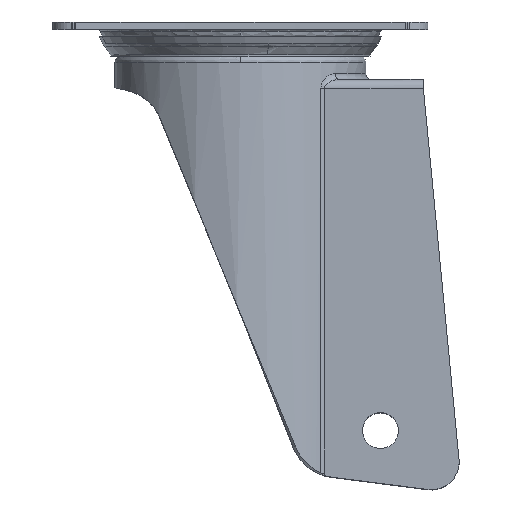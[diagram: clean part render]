
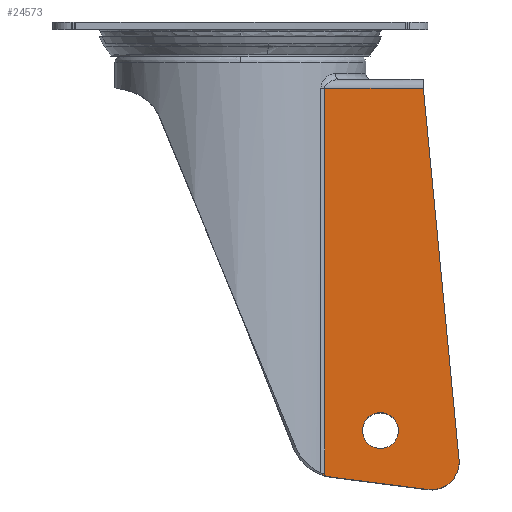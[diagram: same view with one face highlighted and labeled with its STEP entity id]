
A CAD part, top view. The second image highlights one B-rep face of the part: STEP entity #24573.
In plain terms, the highlighted planar face has unit normal (0, 0, 1).
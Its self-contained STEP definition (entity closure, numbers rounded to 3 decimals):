
#737 = PLANE ( 'NONE',  #14683 ) ;
#916 = DIRECTION ( 'NONE',  ( 0., -1., 0. ) ) ;
#1492 = EDGE_CURVE ( 'NONE', #10716, #13740, #12498, .T. ) ;
#1500 = VECTOR ( 'NONE', #6438, 1000. ) ;
#2034 = CARTESIAN_POINT ( 'NONE',  ( 25.421, -22.65, 32.634 ) ) ;
#2109 = EDGE_CURVE ( 'NONE', #13740, #10716, #24647, .T. ) ;
#2416 = ORIENTED_EDGE ( 'NONE', *, *, #18383, .F. ) ;
#3149 = EDGE_CURVE ( 'NONE', #11745, #19850, #23971, .T. ) ;
#3449 = CARTESIAN_POINT ( 'NONE',  ( 28.892, -154.901, 32.634 ) ) ;
#4157 = VERTEX_POINT ( 'NONE', #25890 ) ;
#4342 = CARTESIAN_POINT ( 'NONE',  ( 28.892, -154.901, 32.634 ) ) ;
#5896 = LINE ( 'NONE', #11874, #26357 ) ;
#6065 = EDGE_LOOP ( 'NONE', ( #21708, #17037, #8978, #14419, #26577, #25795, #2416, #17708 ) ) ;
#6438 = DIRECTION ( 'NONE',  ( 1., 0., 0. ) ) ;
#7153 = EDGE_LOOP ( 'NONE', ( #9619, #7328 ) ) ;
#7328 = ORIENTED_EDGE ( 'NONE', *, *, #1492, .F. ) ;
#8293 = FACE_BOUND ( 'NONE', #7153, .T. ) ;
#8978 = ORIENTED_EDGE ( 'NONE', *, *, #16946, .T. ) ;
#9455 = VERTEX_POINT ( 'NONE', #3449 ) ;
#9619 = ORIENTED_EDGE ( 'NONE', *, *, #2109, .F. ) ;
#10446 = VERTEX_POINT ( 'NONE', #21467 ) ;
#10639 = EDGE_CURVE ( 'NONE', #27412, #19072, #13864, .T. ) ;
#10716 = VERTEX_POINT ( 'NONE', #15722 ) ;
#10717 = CARTESIAN_POINT ( 'NONE',  ( 28.401, -154.794, 32.634 ) ) ;
#10794 = DIRECTION ( 'NONE',  ( 0., 0., 1. ) ) ;
#11139 = DIRECTION ( 'NONE',  ( 0., 1., 0. ) ) ;
#11348 = CIRCLE ( 'NONE', #12850, 16.5 ) ;
#11570 = DIRECTION ( 'NONE',  ( 0., 1., 0. ) ) ;
#11745 = VERTEX_POINT ( 'NONE', #21732 ) ;
#11874 = CARTESIAN_POINT ( 'NONE',  ( 62.712, -22.65, 32.634 ) ) ;
#11927 = FACE_OUTER_BOUND ( 'NONE', #6065, .T. ) ;
#12498 = CIRCLE ( 'NONE', #23926, 6.15 ) ;
#12548 = EDGE_CURVE ( 'NONE', #10446, #9455, #17166, .T. ) ;
#12591 = VERTEX_POINT ( 'NONE', #20141 ) ;
#12850 = AXIS2_PLACEMENT_3D ( 'NONE', #19010, #14692, #27231 ) ;
#13012 = CARTESIAN_POINT ( 'NONE',  ( 48., -140., 32.634 ) ) ;
#13611 = CARTESIAN_POINT ( 'NONE',  ( 28.156, -154.903, 32.634 ) ) ;
#13740 = VERTEX_POINT ( 'NONE', #25352 ) ;
#13864 = B_SPLINE_CURVE_WITH_KNOTS ( 'NONE', 3,
 ( #20243, #13611, #13882, #18217 ),
 .UNSPECIFIED., .F., .F.,
 ( 4, 4 ),
 ( 0., 1. ),
 .UNSPECIFIED. ) ;
#13882 = CARTESIAN_POINT ( 'NONE',  ( 28.156, -155.069, 32.634 ) ) ;
#14112 = EDGE_CURVE ( 'NONE', #12591, #4157, #5896, .T. ) ;
#14222 = VECTOR ( 'NONE', #916, 1000. ) ;
#14419 = ORIENTED_EDGE ( 'NONE', *, *, #10639, .T. ) ;
#14683 = AXIS2_PLACEMENT_3D ( 'NONE', #21893, #26050, #11570 ) ;
#14692 = DIRECTION ( 'NONE',  ( 0., 0., 1. ) ) ;
#15317 = DIRECTION ( 'NONE',  ( 0., 1., 0. ) ) ;
#15465 = CARTESIAN_POINT ( 'NONE',  ( 28.156, -155.236, 32.634 ) ) ;
#15605 = CARTESIAN_POINT ( 'NONE',  ( 28.156, -154.736, 32.634 ) ) ;
#15722 = CARTESIAN_POINT ( 'NONE',  ( 48., -146.15, 32.634 ) ) ;
#16469 = DIRECTION ( 'NONE',  ( 0.096, -0.995, 0. ) ) ;
#16670 = DIRECTION ( 'NONE',  ( 0., 1., 0. ) ) ;
#16946 = EDGE_CURVE ( 'NONE', #9455, #27412, #25424, .T. ) ;
#17037 = ORIENTED_EDGE ( 'NONE', *, *, #12548, .T. ) ;
#17057 = EDGE_CURVE ( 'NONE', #19072, #19850, #11348, .T. ) ;
#17166 = LINE ( 'NONE', #24279, #14222 ) ;
#17708 = ORIENTED_EDGE ( 'NONE', *, *, #14112, .F. ) ;
#18217 = CARTESIAN_POINT ( 'NONE',  ( 28.156, -155.236, 32.634 ) ) ;
#18222 = CARTESIAN_POINT ( 'NONE',  ( 64.263, -160.181, 32.634 ) ) ;
#18383 = EDGE_CURVE ( 'NONE', #4157, #11745, #19868, .T. ) ;
#18618 = DIRECTION ( 'NONE',  ( 0., 0., 1. ) ) ;
#18685 = VECTOR ( 'NONE', #20354, 1000. ) ;
#18946 = AXIS2_PLACEMENT_3D ( 'NONE', #21292, #23421, #11139 ) ;
#19010 = CARTESIAN_POINT ( 'NONE',  ( 33.378, -139.584, 32.634 ) ) ;
#19072 = VERTEX_POINT ( 'NONE', #15465 ) ;
#19850 = VERTEX_POINT ( 'NONE', #25850 ) ;
#19868 = CIRCLE ( 'NONE', #18946, 9.5 ) ;
#20141 = CARTESIAN_POINT ( 'NONE',  ( 62.712, -22.65, 32.634 ) ) ;
#20243 = CARTESIAN_POINT ( 'NONE',  ( 28.156, -154.736, 32.634 ) ) ;
#20349 = LINE ( 'NONE', #2034, #1500 ) ;
#20354 = DIRECTION ( 'NONE',  ( -0.992, 0.127, 0. ) ) ;
#20501 = CARTESIAN_POINT ( 'NONE',  ( 48., -140., 32.634 ) ) ;
#21292 = CARTESIAN_POINT ( 'NONE',  ( 65.472, -150.758, 32.634 ) ) ;
#21450 = EDGE_CURVE ( 'NONE', #10446, #12591, #20349, .T. ) ;
#21467 = CARTESIAN_POINT ( 'NONE',  ( 28.892, -22.65, 32.634 ) ) ;
#21708 = ORIENTED_EDGE ( 'NONE', *, *, #21450, .F. ) ;
#21732 = CARTESIAN_POINT ( 'NONE',  ( 64.263, -160.181, 32.634 ) ) ;
#21893 = CARTESIAN_POINT ( 'NONE',  ( 25.421, -167.135, 32.634 ) ) ;
#22895 = AXIS2_PLACEMENT_3D ( 'NONE', #20501, #18618, #16670 ) ;
#23421 = DIRECTION ( 'NONE',  ( 0., 0., -1. ) ) ;
#23445 = CARTESIAN_POINT ( 'NONE',  ( 28.156, -154.736, 32.634 ) ) ;
#23926 = AXIS2_PLACEMENT_3D ( 'NONE', #13012, #10794, #15317 ) ;
#23971 = LINE ( 'NONE', #18222, #18685 ) ;
#24279 = CARTESIAN_POINT ( 'NONE',  ( 28.892, -167.135, 32.634 ) ) ;
#24573 = ADVANCED_FACE ( 'NONE', ( #8293, #11927 ), #737, .F. ) ;
#24647 = CIRCLE ( 'NONE', #22895, 6.15 ) ;
#25352 = CARTESIAN_POINT ( 'NONE',  ( 48., -133.85, 32.634 ) ) ;
#25424 = B_SPLINE_CURVE_WITH_KNOTS ( 'NONE', 3,
 ( #4342, #25461, #10717, #23445 ),
 .UNSPECIFIED., .F., .F.,
 ( 4, 4 ),
 ( 0., 0.001 ),
 .UNSPECIFIED. ) ;
#25461 = CARTESIAN_POINT ( 'NONE',  ( 28.646, -154.847, 32.634 ) ) ;
#25795 = ORIENTED_EDGE ( 'NONE', *, *, #3149, .F. ) ;
#25850 = CARTESIAN_POINT ( 'NONE',  ( 31.279, -155.95, 32.634 ) ) ;
#25890 = CARTESIAN_POINT ( 'NONE',  ( 74.929, -149.85, 32.634 ) ) ;
#26050 = DIRECTION ( 'NONE',  ( 0., 0., -1. ) ) ;
#26357 = VECTOR ( 'NONE', #16469, 1000. ) ;
#26577 = ORIENTED_EDGE ( 'NONE', *, *, #17057, .T. ) ;
#27231 = DIRECTION ( 'NONE',  ( 0., 1., 0. ) ) ;
#27412 = VERTEX_POINT ( 'NONE', #15605 ) ;
